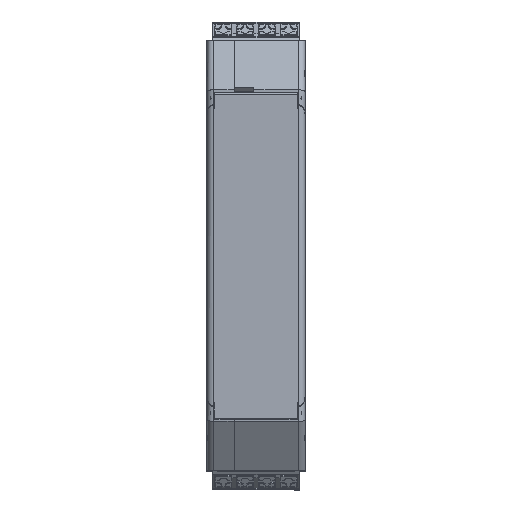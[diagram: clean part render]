
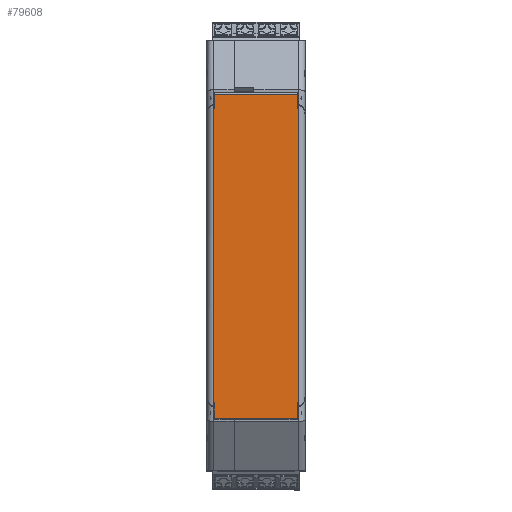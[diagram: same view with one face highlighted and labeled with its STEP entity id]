
A CAD part, top view. The second image highlights one B-rep face of the part: STEP entity #79608.
In plain terms, the highlighted face is planar.
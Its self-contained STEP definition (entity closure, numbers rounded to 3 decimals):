
#5049=VERTEX_POINT('',#112815);
#5050=VERTEX_POINT('',#112817);
#5068=VERTEX_POINT('',#112858);
#5074=VERTEX_POINT('',#112870);
#5081=VERTEX_POINT('',#112899);
#5083=VERTEX_POINT('',#112905);
#5089=VERTEX_POINT('',#112920);
#5090=VERTEX_POINT('',#112921);
#5091=VERTEX_POINT('',#112923);
#5092=VERTEX_POINT('',#112925);
#5093=VERTEX_POINT('',#112927);
#5094=VERTEX_POINT('',#112929);
#13573=VECTOR('',#92438,1.);
#13592=VECTOR('',#92474,1.);
#13603=VECTOR('',#92502,1.);
#13605=VECTOR('',#92508,1.);
#13610=VECTOR('',#92519,1.);
#13611=VECTOR('',#92520,1.);
#13612=VECTOR('',#92521,1.);
#13613=VECTOR('',#92522,1.);
#13614=VECTOR('',#92523,1.);
#13615=VECTOR('',#92524,1.);
#13616=VECTOR('',#92525,1.);
#13617=VECTOR('',#92526,1.);
#23964=LINE('',#112816,#13573);
#23983=LINE('',#112871,#13592);
#23994=LINE('',#112898,#13603);
#23996=LINE('',#112904,#13605);
#24001=LINE('',#112919,#13610);
#24002=LINE('',#112922,#13611);
#24003=LINE('',#112924,#13612);
#24004=LINE('',#112926,#13613);
#24005=LINE('',#112928,#13614);
#24006=LINE('',#112930,#13615);
#24007=LINE('',#112931,#13616);
#24008=LINE('',#112932,#13617);
#34565=EDGE_CURVE('',#5050,#5049,#23964,.T.);
#34590=EDGE_CURVE('',#5074,#5068,#23983,.T.);
#34604=EDGE_CURVE('',#5081,#5068,#23994,.T.);
#34607=EDGE_CURVE('',#5083,#5050,#23996,.T.);
#34614=EDGE_CURVE('',#5089,#5090,#24001,.T.);
#34615=EDGE_CURVE('',#5091,#5090,#24002,.T.);
#34616=EDGE_CURVE('',#5091,#5092,#24003,.T.);
#34617=EDGE_CURVE('',#5093,#5092,#24004,.T.);
#34618=EDGE_CURVE('',#5093,#5094,#24005,.T.);
#34619=EDGE_CURVE('',#5081,#5094,#24006,.T.);
#34620=EDGE_CURVE('',#5074,#5083,#24007,.T.);
#34621=EDGE_CURVE('',#5049,#5089,#24008,.T.);
#48949=ORIENTED_EDGE('',*,*,#34614,.T.);
#48950=ORIENTED_EDGE('',*,*,#34615,.F.);
#48951=ORIENTED_EDGE('',*,*,#34616,.T.);
#48952=ORIENTED_EDGE('',*,*,#34617,.F.);
#48953=ORIENTED_EDGE('',*,*,#34618,.T.);
#48954=ORIENTED_EDGE('',*,*,#34619,.F.);
#48955=ORIENTED_EDGE('',*,*,#34604,.T.);
#48956=ORIENTED_EDGE('',*,*,#34590,.F.);
#48957=ORIENTED_EDGE('',*,*,#34620,.T.);
#48958=ORIENTED_EDGE('',*,*,#34607,.T.);
#48959=ORIENTED_EDGE('',*,*,#34565,.T.);
#48960=ORIENTED_EDGE('',*,*,#34621,.T.);
#70036=EDGE_LOOP('',(#48949,#48950,#48951,#48952,#48953,#48954,#48955,#48956,
#48957,#48958,#48959,#48960));
#74833=FACE_BOUND('',#70036,.T.);
#79608=ADVANCED_FACE('',(#74833),#134814,.T.);
#84285=AXIS2_PLACEMENT_3D('',#112918,#92518,$);
#92438=DIRECTION('',(0.,0.,-1.));
#92474=DIRECTION('',(-1.,0.,0.));
#92502=DIRECTION('',(0.,0.,1.));
#92508=DIRECTION('',(1.,0.,0.));
#92518=DIRECTION('',(0.,1.,0.));
#92519=DIRECTION('',(0.,0.,-1.));
#92520=DIRECTION('',(1.,0.,0.));
#92521=DIRECTION('',(0.,0.,-1.));
#92522=DIRECTION('',(1.,0.,0.));
#92523=DIRECTION('',(0.,0.,1.));
#92524=DIRECTION('',(1.,0.,0.));
#92525=DIRECTION('',(0.,0.,1.));
#92526=DIRECTION('',(1.,0.,0.));
#112815=CARTESIAN_POINT('',(34.6,114.5,7.15));
#112816=CARTESIAN_POINT('',(34.6,114.5,7.3));
#112817=CARTESIAN_POINT('',(34.6,114.5,7.3));
#112858=CARTESIAN_POINT('',(-37.2,114.5,7.15));
#112870=CARTESIAN_POINT('',(-34.6,114.5,7.15));
#112871=CARTESIAN_POINT('',(-34.6,114.5,7.15));
#112898=CARTESIAN_POINT('',(-37.2,114.5,-12.15));
#112899=CARTESIAN_POINT('',(-37.2,114.5,-12.15));
#112904=CARTESIAN_POINT('',(-34.6,114.5,7.3));
#112905=CARTESIAN_POINT('',(-34.6,114.5,7.3));
#112918=CARTESIAN_POINT('',(-37.2,114.5,-10.772));
#112919=CARTESIAN_POINT('',(37.5,114.5,7.15));
#112920=CARTESIAN_POINT('',(37.5,114.5,7.15));
#112921=CARTESIAN_POINT('',(37.5,114.5,-12.15));
#112922=CARTESIAN_POINT('',(34.6,114.5,-12.15));
#112923=CARTESIAN_POINT('',(34.6,114.5,-12.15));
#112924=CARTESIAN_POINT('',(34.6,114.5,-12.15));
#112925=CARTESIAN_POINT('',(34.6,114.5,-12.3));
#112926=CARTESIAN_POINT('',(-34.6,114.5,-12.3));
#112927=CARTESIAN_POINT('',(-34.6,114.5,-12.3));
#112928=CARTESIAN_POINT('',(-34.6,114.5,-12.3));
#112929=CARTESIAN_POINT('',(-34.6,114.5,-12.15));
#112930=CARTESIAN_POINT('',(-37.2,114.5,-12.15));
#112931=CARTESIAN_POINT('',(-34.6,114.5,7.15));
#112932=CARTESIAN_POINT('',(34.6,114.5,7.15));
#134814=PLANE('',#84285);
